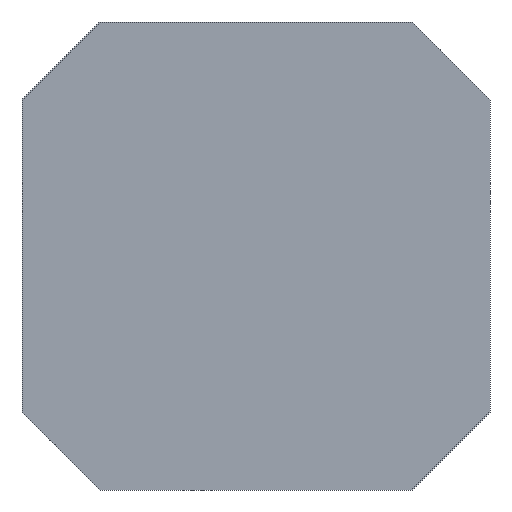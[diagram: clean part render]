
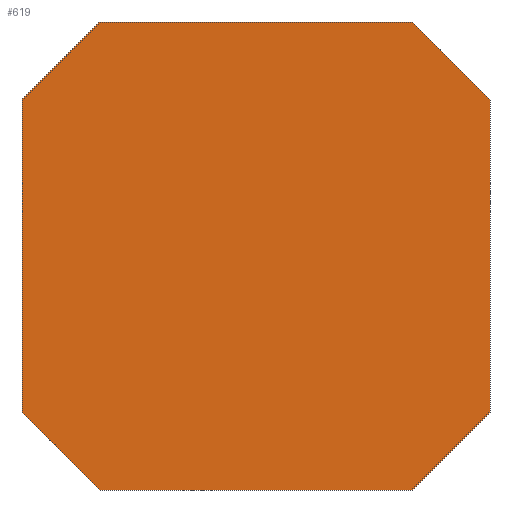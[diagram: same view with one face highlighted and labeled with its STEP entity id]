
A CAD part, front view. The second image highlights one B-rep face of the part: STEP entity #619.
In plain terms, the highlighted planar face has unit normal (0, -1, 0).
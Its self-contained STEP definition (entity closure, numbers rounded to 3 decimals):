
#53=FACE_OUTER_BOUND('',#89,.T.);
#89=EDGE_LOOP('',(#525,#526,#527,#528,#529,#530,#531,#532));
#159=LINE('',#992,#236);
#161=LINE('',#996,#238);
#162=LINE('',#998,#239);
#163=LINE('',#1000,#240);
#164=LINE('',#1002,#241);
#165=LINE('',#1004,#242);
#166=LINE('',#1006,#243);
#167=LINE('',#1007,#244);
#236=VECTOR('',#815,10.);
#238=VECTOR('',#819,10.);
#239=VECTOR('',#820,10.);
#240=VECTOR('',#821,10.);
#241=VECTOR('',#822,10.);
#242=VECTOR('',#823,10.);
#243=VECTOR('',#824,10.);
#244=VECTOR('',#825,10.);
#298=VERTEX_POINT('',#989);
#299=VERTEX_POINT('',#991);
#300=VERTEX_POINT('',#995);
#301=VERTEX_POINT('',#997);
#302=VERTEX_POINT('',#999);
#303=VERTEX_POINT('',#1001);
#304=VERTEX_POINT('',#1003);
#305=VERTEX_POINT('',#1005);
#376=EDGE_CURVE('',#298,#299,#159,.T.);
#378=EDGE_CURVE('',#298,#300,#161,.T.);
#379=EDGE_CURVE('',#301,#300,#162,.T.);
#380=EDGE_CURVE('',#301,#302,#163,.T.);
#381=EDGE_CURVE('',#303,#302,#164,.T.);
#382=EDGE_CURVE('',#303,#304,#165,.T.);
#383=EDGE_CURVE('',#305,#304,#166,.T.);
#384=EDGE_CURVE('',#305,#299,#167,.T.);
#525=ORIENTED_EDGE('',*,*,#376,.F.);
#526=ORIENTED_EDGE('',*,*,#378,.T.);
#527=ORIENTED_EDGE('',*,*,#379,.F.);
#528=ORIENTED_EDGE('',*,*,#380,.T.);
#529=ORIENTED_EDGE('',*,*,#381,.F.);
#530=ORIENTED_EDGE('',*,*,#382,.T.);
#531=ORIENTED_EDGE('',*,*,#383,.F.);
#532=ORIENTED_EDGE('',*,*,#384,.T.);
#585=PLANE('',#675);
#619=ADVANCED_FACE('',(#53),#585,.F.);
#675=AXIS2_PLACEMENT_3D('',#994,#817,#818);
#815=DIRECTION('',(-0.707,0.,0.707));
#817=DIRECTION('center_axis',(0.,1.,0.));
#818=DIRECTION('ref_axis',(1.,0.,0.));
#819=DIRECTION('',(1.,0.,0.));
#820=DIRECTION('',(-0.707,0.,-0.707));
#821=DIRECTION('',(0.,0.,1.));
#822=DIRECTION('',(0.707,0.,-0.707));
#823=DIRECTION('',(-1.,0.,0.));
#824=DIRECTION('',(0.707,0.,0.707));
#825=DIRECTION('',(0.,0.,-1.));
#989=CARTESIAN_POINT('',(-2.,0.,-3.));
#991=CARTESIAN_POINT('',(-3.,0.,-2.));
#992=CARTESIAN_POINT('',(-2.5,0.,-2.5));
#994=CARTESIAN_POINT('Origin',(0.,0.,0.));
#995=CARTESIAN_POINT('',(2.,0.,-3.));
#996=CARTESIAN_POINT('',(-3.,0.,-3.));
#997=CARTESIAN_POINT('',(3.,0.,-2.));
#998=CARTESIAN_POINT('',(2.5,0.,-2.5));
#999=CARTESIAN_POINT('',(3.,0.,2.));
#1000=CARTESIAN_POINT('',(3.,0.,-3.));
#1001=CARTESIAN_POINT('',(2.,0.,3.));
#1002=CARTESIAN_POINT('',(2.5,0.,2.5));
#1003=CARTESIAN_POINT('',(-2.,0.,3.));
#1004=CARTESIAN_POINT('',(3.,0.,3.));
#1005=CARTESIAN_POINT('',(-3.,0.,2.));
#1006=CARTESIAN_POINT('',(-2.5,0.,2.5));
#1007=CARTESIAN_POINT('',(-3.,0.,3.));
